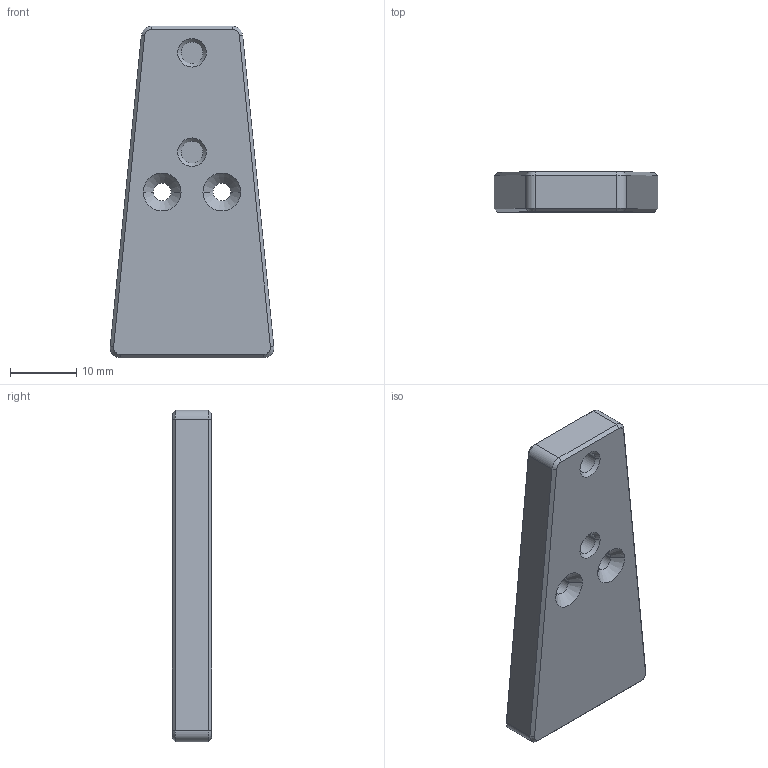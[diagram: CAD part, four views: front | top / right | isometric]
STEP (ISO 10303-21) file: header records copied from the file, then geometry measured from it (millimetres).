
FILE_DESCRIPTION((''),'2;1');
FILE_NAME('FSR_OUTER_CASE','2021-03-14T20:17:54',('jcha8'),(''),'CREO PARAMETRIC BY PTC INC, 2020281','CREO PARAMETRIC BY PTC INC, 2020281','');
FILE_SCHEMA(('CONFIG_CONTROL_DESIGN'));
Length unit declared in the file: millimetre
Products named in the file (1): FSR_OUTER_CASE
Bounding box: 24.68 x 6 x 50 mm (x, y, z)
Volume: 5348.9 mm3; surface area: 2920.8 mm2
Topology: 1 solids, 1 shells, 64 faces, 144 edges, 84 vertices
Faces by surface type: cone 25, plane 22, cylinder 17
Entity records: 1805 total; most frequent: DIRECTION 331, CARTESIAN_POINT 292, ORIENTED_EDGE 288, EDGE_CURVE 144, AXIS2_PLACEMENT_3D 123, VECTOR 85, LINE 85, VERTEX_POINT 84
